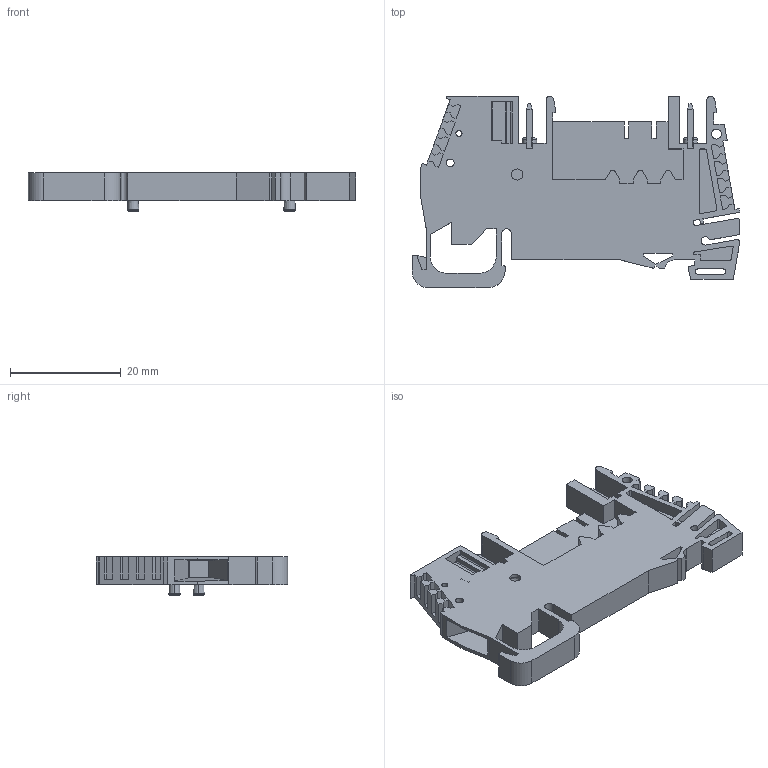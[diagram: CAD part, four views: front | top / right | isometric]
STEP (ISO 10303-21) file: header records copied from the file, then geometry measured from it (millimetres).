
FILE_DESCRIPTION (( 'STEP AP214' ), '1' );
FILE_NAME ('43560_DN-EMXM1.STEP', '2014-05-26T12:03:25', ( '' ), ( '' ), 'SwSTEP 2.0', 'SolidWorks 2013', '' );
FILE_SCHEMA (( 'AUTOMOTIVE_DESIGN' ));
Length unit declared in the file: millimetre
Products named in the file (2): 20450; 43560_DN-EMXM1
Assembly tree (1 placements, depth 2):
  43560_DN-EMXM1
    20450
Bounding box: 59 x 34.5 x 6.9 mm (x, y, z)
Volume: 5434.5 mm3; surface area: 5594.5 mm2
Topology: 1 solids, 1 shells, 367 faces, 1034 edges, 678 vertices
Faces by surface type: plane 270, cylinder 76, bspline 16, cone 5
Entity records: 12043 total; most frequent: CARTESIAN_POINT 2431, ORIENTED_EDGE 2068, DIRECTION 1893, EDGE_CURVE 1034, VECTOR 827, LINE 827, VERTEX_POINT 678, AXIS2_PLACEMENT_3D 533
